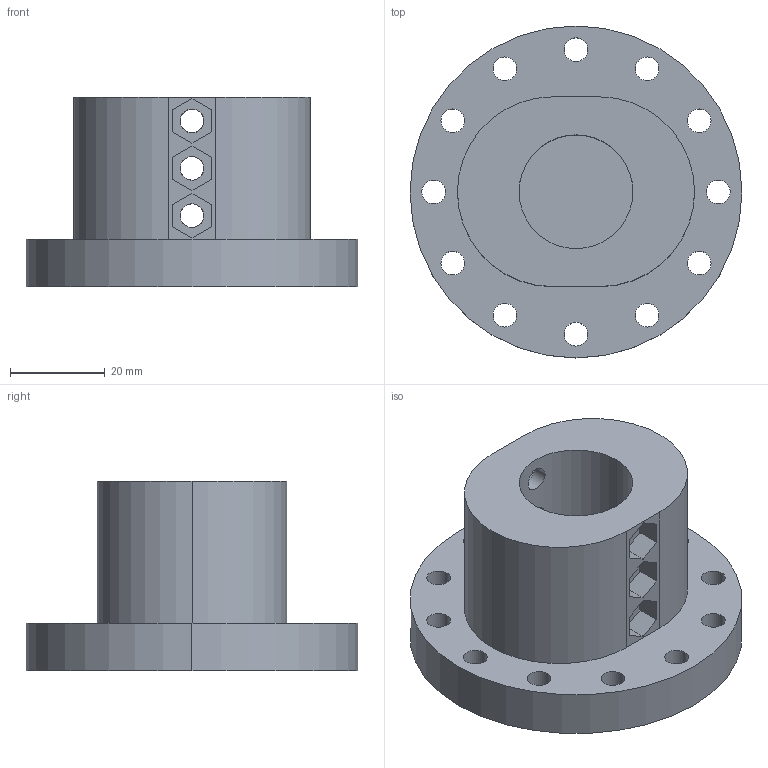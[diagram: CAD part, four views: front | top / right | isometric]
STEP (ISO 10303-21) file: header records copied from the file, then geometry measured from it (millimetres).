
FILE_DESCRIPTION (( 'STEP AP214' ), '1' );
FILE_NAME ('coupling.STEP', '2021-11-01T12:05:37', ( '' ), ( '' ), 'SwSTEP 2.0', 'SolidWorks 2018', '' );
FILE_SCHEMA (( 'AUTOMOTIVE_DESIGN' ));
Length unit declared in the file: millimetre
Products named in the file (1): coupling
Bounding box: 70 x 70 x 40 mm (x, y, z)
Volume: 70186.5 mm3; surface area: 18843.1 mm2
Topology: 1 solids, 1 shells, 91 faces, 243 edges, 162 vertices
Faces by surface type: plane 48, cylinder 43
Entity records: 3281 total; most frequent: CARTESIAN_POINT 845, DIRECTION 489, ORIENTED_EDGE 486, EDGE_CURVE 243, AXIS2_PLACEMENT_3D 166, VERTEX_POINT 162, VECTOR 157, LINE 157
